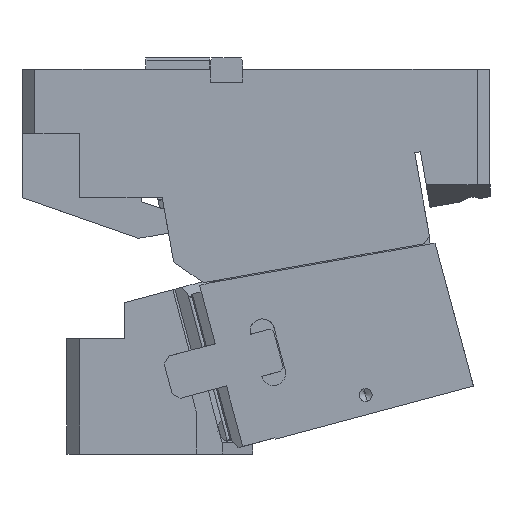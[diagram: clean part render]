
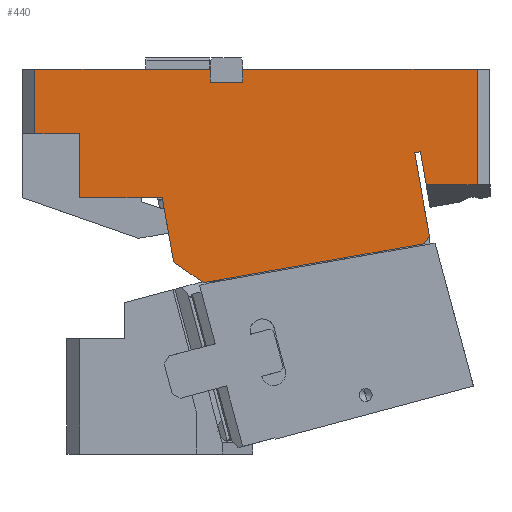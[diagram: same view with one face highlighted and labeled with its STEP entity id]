
A CAD part, front view. The second image highlights one B-rep face of the part: STEP entity #440.
In plain terms, the highlighted planar face has unit normal (0, -1, 0).
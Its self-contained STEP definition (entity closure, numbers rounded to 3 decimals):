
#221=CARTESIAN_POINT('Vertex',(-165.635,-110.,180.)) ;
#224=CARTESIAN_POINT('Line Origine',(-197.817,-110.,180.)) ;
#228=CARTESIAN_POINT('Vertex',(-230.,-110.,180.)) ;
#298=CARTESIAN_POINT('Axis2P3D Location',(-275.,-110.,230.)) ;
#303=CARTESIAN_POINT('Line Origine',(-145.219,-110.,121.805)) ;
#307=CARTESIAN_POINT('Vertex',(-133.635,-110.,113.693)) ;
#309=CARTESIAN_POINT('Vertex',(-156.804,-110.,129.917)) ;
#312=CARTESIAN_POINT('Line Origine',(-47.464,-110.,128.888)) ;
#316=CARTESIAN_POINT('Vertex',(38.707,-110.,144.082)) ;
#319=CARTESIAN_POINT('Line Origine',(40.735,-110.,146.978)) ;
#323=CARTESIAN_POINT('Vertex',(42.763,-110.,149.874)) ;
#326=CARTESIAN_POINT('Line Origine',(37.01,-110.,182.496)) ;
#330=CARTESIAN_POINT('Vertex',(31.258,-110.,215.118)) ;
#333=CARTESIAN_POINT('Line Origine',(33.474,-110.,215.508)) ;
#337=CARTESIAN_POINT('Vertex',(35.69,-110.,215.899)) ;
#340=CARTESIAN_POINT('Line Origine',(37.973,-110.,202.949)) ;
#344=CARTESIAN_POINT('Vertex',(40.257,-110.,190.)) ;
#347=CARTESIAN_POINT('Line Origine',(60.128,-110.,190.)) ;
#351=CARTESIAN_POINT('Vertex',(80.,-110.,190.)) ;
#354=CARTESIAN_POINT('Line Origine',(80.,-110.,235.)) ;
#358=CARTESIAN_POINT('Vertex',(80.,-110.,280.)) ;
#361=CARTESIAN_POINT('Line Origine',(-11.5,-110.,280.)) ;
#365=CARTESIAN_POINT('Vertex',(-103.,-110.,280.)) ;
#368=CARTESIAN_POINT('Line Origine',(-103.,-110.,275.)) ;
#372=CARTESIAN_POINT('Vertex',(-103.,-110.,270.)) ;
#375=CARTESIAN_POINT('Line Origine',(-115.5,-110.,270.)) ;
#379=CARTESIAN_POINT('Vertex',(-128.,-110.,270.)) ;
#382=CARTESIAN_POINT('Line Origine',(-128.,-110.,275.)) ;
#386=CARTESIAN_POINT('Vertex',(-128.,-110.,280.)) ;
#389=CARTESIAN_POINT('Line Origine',(-196.5,-110.,280.)) ;
#393=CARTESIAN_POINT('Vertex',(-265.,-110.,280.)) ;
#396=CARTESIAN_POINT('Line Origine',(-265.,-110.,255.)) ;
#400=CARTESIAN_POINT('Vertex',(-265.,-110.,230.)) ;
#403=CARTESIAN_POINT('Line Origine',(-247.5,-110.,230.)) ;
#407=CARTESIAN_POINT('Vertex',(-230.,-110.,230.)) ;
#410=CARTESIAN_POINT('Line Origine',(-230.,-110.,205.)) ;
#415=CARTESIAN_POINT('Line Origine',(-161.219,-110.,154.958)) ;
#225=DIRECTION('Vector Direction',(-1.,0.,0.)) ;
#299=DIRECTION('Axis2P3D Direction',(0.,1.,0.)) ;
#300=DIRECTION('Axis2P3D XDirection',(-1.,0.,0.)) ;
#304=DIRECTION('Vector Direction',(-0.819,0.,0.574)) ;
#313=DIRECTION('Vector Direction',(0.985,0.,0.174)) ;
#320=DIRECTION('Vector Direction',(0.574,0.,0.819)) ;
#327=DIRECTION('Vector Direction',(0.174,0.,-0.985)) ;
#334=DIRECTION('Vector Direction',(-0.985,0.,-0.174)) ;
#341=DIRECTION('Vector Direction',(0.174,0.,-0.985)) ;
#348=DIRECTION('Vector Direction',(1.,0.,0.)) ;
#355=DIRECTION('Vector Direction',(0.,0.,1.)) ;
#362=DIRECTION('Vector Direction',(-1.,0.,0.)) ;
#369=DIRECTION('Vector Direction',(0.,0.,1.)) ;
#376=DIRECTION('Vector Direction',(1.,0.,0.)) ;
#383=DIRECTION('Vector Direction',(0.,0.,1.)) ;
#390=DIRECTION('Vector Direction',(-1.,0.,0.)) ;
#397=DIRECTION('Vector Direction',(0.,0.,-1.)) ;
#404=DIRECTION('Vector Direction',(1.,0.,0.)) ;
#411=DIRECTION('Vector Direction',(0.,0.,-1.)) ;
#416=DIRECTION('Vector Direction',(-0.174,0.,0.985)) ;
#301=AXIS2_PLACEMENT_3D('Plane Axis2P3D',#298,#299,#300) ;
#421=ORIENTED_EDGE('',*,*,#311,.F.) ;
#422=ORIENTED_EDGE('',*,*,#318,.T.) ;
#423=ORIENTED_EDGE('',*,*,#325,.T.) ;
#424=ORIENTED_EDGE('',*,*,#332,.F.) ;
#425=ORIENTED_EDGE('',*,*,#339,.F.) ;
#426=ORIENTED_EDGE('',*,*,#346,.T.) ;
#427=ORIENTED_EDGE('',*,*,#353,.T.) ;
#428=ORIENTED_EDGE('',*,*,#360,.T.) ;
#429=ORIENTED_EDGE('',*,*,#367,.T.) ;
#430=ORIENTED_EDGE('',*,*,#374,.F.) ;
#431=ORIENTED_EDGE('',*,*,#381,.F.) ;
#432=ORIENTED_EDGE('',*,*,#388,.T.) ;
#433=ORIENTED_EDGE('',*,*,#395,.T.) ;
#434=ORIENTED_EDGE('',*,*,#402,.T.) ;
#435=ORIENTED_EDGE('',*,*,#409,.T.) ;
#436=ORIENTED_EDGE('',*,*,#414,.T.) ;
#437=ORIENTED_EDGE('',*,*,#230,.F.) ;
#438=ORIENTED_EDGE('',*,*,#419,.F.) ;
#226=VECTOR('Line Direction',#225,1.) ;
#305=VECTOR('Line Direction',#304,1.) ;
#314=VECTOR('Line Direction',#313,1.) ;
#321=VECTOR('Line Direction',#320,1.) ;
#328=VECTOR('Line Direction',#327,1.) ;
#335=VECTOR('Line Direction',#334,1.) ;
#342=VECTOR('Line Direction',#341,1.) ;
#349=VECTOR('Line Direction',#348,1.) ;
#356=VECTOR('Line Direction',#355,1.) ;
#363=VECTOR('Line Direction',#362,1.) ;
#370=VECTOR('Line Direction',#369,1.) ;
#377=VECTOR('Line Direction',#376,1.) ;
#384=VECTOR('Line Direction',#383,1.) ;
#391=VECTOR('Line Direction',#390,1.) ;
#398=VECTOR('Line Direction',#397,1.) ;
#405=VECTOR('Line Direction',#404,1.) ;
#412=VECTOR('Line Direction',#411,1.) ;
#417=VECTOR('Line Direction',#416,1.) ;
#440=ADVANCED_FACE('CAM HOLDER',(#439),#302,.F.) ;
#230=EDGE_CURVE('',#222,#229,#227,.T.) ;
#311=EDGE_CURVE('',#308,#310,#306,.T.) ;
#318=EDGE_CURVE('',#308,#317,#315,.T.) ;
#325=EDGE_CURVE('',#317,#324,#322,.T.) ;
#332=EDGE_CURVE('',#331,#324,#329,.T.) ;
#339=EDGE_CURVE('',#338,#331,#336,.T.) ;
#346=EDGE_CURVE('',#338,#345,#343,.T.) ;
#353=EDGE_CURVE('',#345,#352,#350,.T.) ;
#360=EDGE_CURVE('',#352,#359,#357,.T.) ;
#367=EDGE_CURVE('',#359,#366,#364,.T.) ;
#374=EDGE_CURVE('',#373,#366,#371,.T.) ;
#381=EDGE_CURVE('',#380,#373,#378,.T.) ;
#388=EDGE_CURVE('',#380,#387,#385,.T.) ;
#395=EDGE_CURVE('',#387,#394,#392,.T.) ;
#402=EDGE_CURVE('',#394,#401,#399,.T.) ;
#409=EDGE_CURVE('',#401,#408,#406,.T.) ;
#414=EDGE_CURVE('',#408,#229,#413,.T.) ;
#419=EDGE_CURVE('',#310,#222,#418,.T.) ;
#420=EDGE_LOOP('',(#421,#422,#423,#424,#425,#426,#427,#428,#429,#430,#431,#432,#433,#434,#435,#436,#437,#438)) ;
#439=FACE_OUTER_BOUND('',#420,.T.) ;
#227=LINE('Line',#224,#226) ;
#306=LINE('Line',#303,#305) ;
#315=LINE('Line',#312,#314) ;
#322=LINE('Line',#319,#321) ;
#329=LINE('Line',#326,#328) ;
#336=LINE('Line',#333,#335) ;
#343=LINE('Line',#340,#342) ;
#350=LINE('Line',#347,#349) ;
#357=LINE('Line',#354,#356) ;
#364=LINE('Line',#361,#363) ;
#371=LINE('Line',#368,#370) ;
#378=LINE('Line',#375,#377) ;
#385=LINE('Line',#382,#384) ;
#392=LINE('Line',#389,#391) ;
#399=LINE('Line',#396,#398) ;
#406=LINE('Line',#403,#405) ;
#413=LINE('Line',#410,#412) ;
#418=LINE('Line',#415,#417) ;
#302=PLANE('Plane',#301) ;
#222=VERTEX_POINT('',#221) ;
#229=VERTEX_POINT('',#228) ;
#308=VERTEX_POINT('',#307) ;
#310=VERTEX_POINT('',#309) ;
#317=VERTEX_POINT('',#316) ;
#324=VERTEX_POINT('',#323) ;
#331=VERTEX_POINT('',#330) ;
#338=VERTEX_POINT('',#337) ;
#345=VERTEX_POINT('',#344) ;
#352=VERTEX_POINT('',#351) ;
#359=VERTEX_POINT('',#358) ;
#366=VERTEX_POINT('',#365) ;
#373=VERTEX_POINT('',#372) ;
#380=VERTEX_POINT('',#379) ;
#387=VERTEX_POINT('',#386) ;
#394=VERTEX_POINT('',#393) ;
#401=VERTEX_POINT('',#400) ;
#408=VERTEX_POINT('',#407) ;
